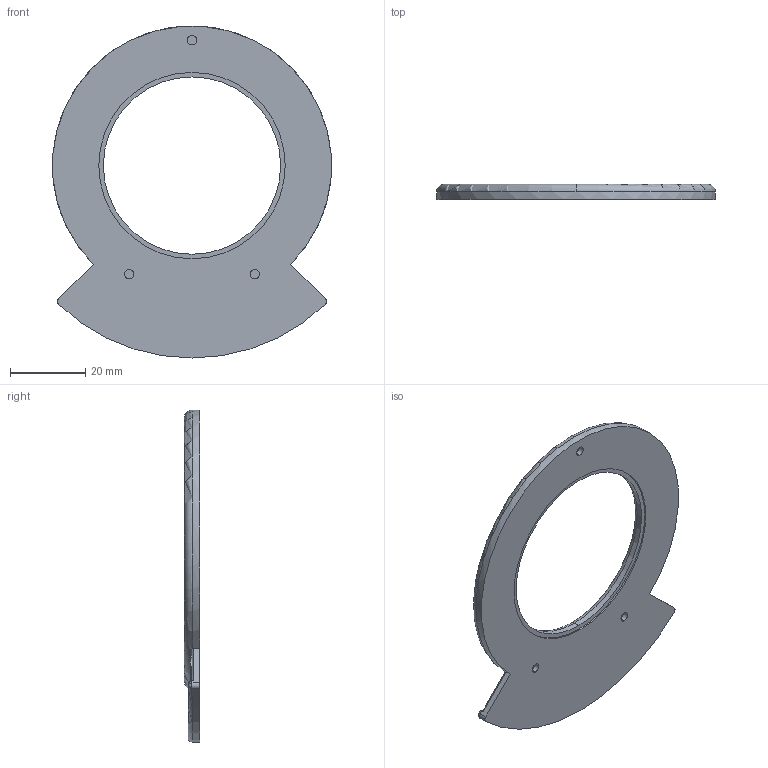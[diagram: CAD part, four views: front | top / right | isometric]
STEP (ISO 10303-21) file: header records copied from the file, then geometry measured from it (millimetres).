
FILE_DESCRIPTION (( 'STEP AP214' ), '1' );
FILE_NAME ('surface.STEP', '2025-10-18T14:31:28', ( '' ), ( '' ), 'SwSTEP 2.0', 'SolidWorks 2023', '' );
FILE_SCHEMA (( 'AUTOMOTIVE_DESIGN' ));
Length unit declared in the file: millimetre
Products named in the file (1): surface
Bounding box: 73.94 x 4 x 88 mm (x, y, z)
Volume: 9088.1 mm3; surface area: 8974.8 mm2
Topology: 1 solids, 1 shells, 250 faces, 682 edges, 448 vertices
Faces by surface type: plane 131, bspline 86, cylinder 19, torus 12, sphere 2
Entity records: 10634 total; most frequent: CARTESIAN_POINT 4859, ORIENTED_EDGE 1356, DIRECTION 889, EDGE_CURVE 678, VERTEX_POINT 446, LINE 441, VECTOR 441, EDGE_LOOP 268
